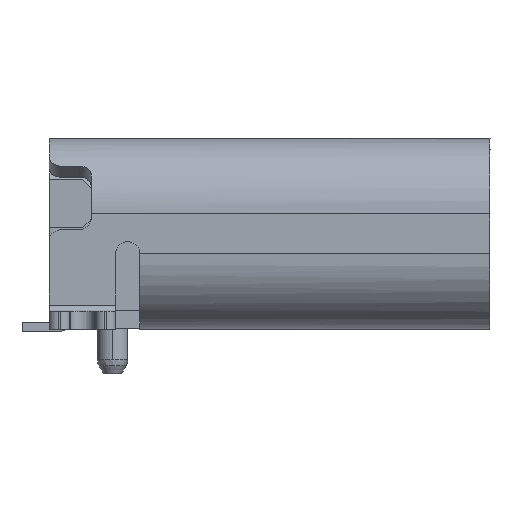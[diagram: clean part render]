
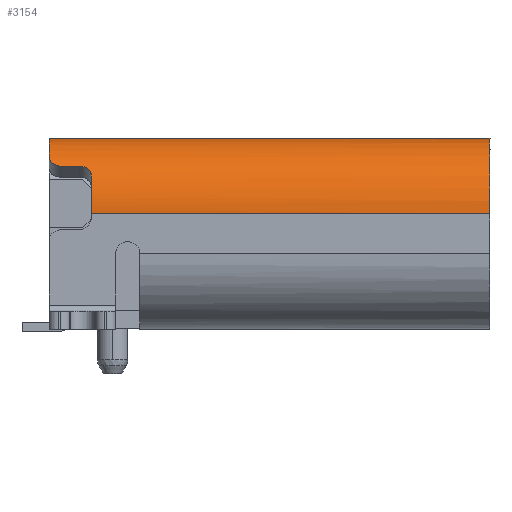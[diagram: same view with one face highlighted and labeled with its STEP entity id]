
A CAD part, left-side view. The second image highlights one B-rep face of the part: STEP entity #3154.
In plain terms, the highlighted cylindrical face has radius 1.25 mm (diameter 2.5 mm), a partial arc.
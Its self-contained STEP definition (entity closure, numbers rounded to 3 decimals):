
#107=B_SPLINE_CURVE_WITH_KNOTS('',3,(#16855,#16856,#16857,#16858,#16859,
#16860,#16861,#16862,#16863,#16864,#16865,#16866,#16867,#16868,#16869,#16870),
 .UNSPECIFIED.,.F.,.F.,(4,3,3,3,3,4),(0.,0.215,0.429,
0.642,0.855,1.),.UNSPECIFIED.);
#108=B_SPLINE_CURVE_WITH_KNOTS('',3,(#16874,#16875,#16876,#16877,#16878,
#16879,#16880,#16881,#16882,#16883,#16884,#16885,#16886,#16887,#16888,#16889),
 .UNSPECIFIED.,.F.,.F.,(4,3,3,3,3,4),(0.,0.215,0.429,
0.643,0.857,1.),.UNSPECIFIED.);
#205=CYLINDRICAL_SURFACE('',#11274,1.25);
#935=LINE('',#16098,#2186);
#1211=LINE('',#16851,#2462);
#1212=LINE('',#16872,#2463);
#2186=VECTOR('',#13034,1.);
#2462=VECTOR('',#13610,1.);
#2463=VECTOR('',#13613,1.);
#3154=ADVANCED_FACE('',(#4073),#205,.T.);
#4073=FACE_OUTER_BOUND('',#4617,.T.);
#4617=EDGE_LOOP('',(#6913,#6914,#6915,#6916,#6917,#6918,#6919,#6920,#6921,
#6922));
#6913=ORIENTED_EDGE('',*,*,#9358,.T.);
#6914=ORIENTED_EDGE('',*,*,#10074,.F.);
#6915=ORIENTED_EDGE('',*,*,#10075,.F.);
#6916=ORIENTED_EDGE('',*,*,#10076,.T.);
#6917=ORIENTED_EDGE('',*,*,#10077,.F.);
#6918=ORIENTED_EDGE('',*,*,#10078,.T.);
#6919=ORIENTED_EDGE('',*,*,#10008,.F.);
#6920=ORIENTED_EDGE('',*,*,#10079,.F.);
#6921=ORIENTED_EDGE('',*,*,#10080,.F.);
#6922=ORIENTED_EDGE('',*,*,#9728,.F.);
#8234=VERTEX_POINT('',#15379);
#8235=VERTEX_POINT('',#15381);
#8449=VERTEX_POINT('',#16099);
#8661=VERTEX_POINT('',#16661);
#8663=VERTEX_POINT('',#16664);
#8716=VERTEX_POINT('',#16852);
#8717=VERTEX_POINT('',#16854);
#8718=VERTEX_POINT('',#16871);
#8719=VERTEX_POINT('',#16873);
#8720=VERTEX_POINT('',#16891);
#9358=EDGE_CURVE('',#8235,#8234,#10538,.T.);
#9728=EDGE_CURVE('',#8235,#8449,#935,.T.);
#10008=EDGE_CURVE('',#8661,#8663,#10628,.T.);
#10074=EDGE_CURVE('',#8716,#8234,#1211,.T.);
#10075=EDGE_CURVE('',#8717,#8716,#10648,.T.);
#10076=EDGE_CURVE('',#8717,#8718,#107,.T.);
#10077=EDGE_CURVE('',#8719,#8718,#1212,.T.);
#10078=EDGE_CURVE('',#8719,#8663,#108,.T.);
#10079=EDGE_CURVE('',#8720,#8661,#10649,.T.);
#10080=EDGE_CURVE('',#8449,#8720,#10650,.T.);
#10538=CIRCLE('',#10942,1.25);
#10628=CIRCLE('',#11238,1.25);
#10648=CIRCLE('',#11271,1.25);
#10649=CIRCLE('',#11272,1.25);
#10650=CIRCLE('',#11273,1.25);
#10942=AXIS2_PLACEMENT_3D('',#15380,#12351,#12352);
#11238=AXIS2_PLACEMENT_3D('',#16663,#13502,#13503);
#11271=AXIS2_PLACEMENT_3D('',#16853,#13611,#13612);
#11272=AXIS2_PLACEMENT_3D('',#16890,#13614,#13615);
#11273=AXIS2_PLACEMENT_3D('',#16892,#13616,#13617);
#11274=AXIS2_PLACEMENT_3D('',#16893,#13618,#13619);
#12351=DIRECTION('',(0.,1.,0.));
#12352=DIRECTION('',(0.,0.,1.));
#13034=DIRECTION('',(0.,1.,0.));
#13502=DIRECTION('',(0.,1.,0.));
#13503=DIRECTION('',(0.,0.,-1.));
#13610=DIRECTION('',(0.,-1.,0.));
#13611=DIRECTION('',(0.,1.,0.));
#13612=DIRECTION('',(1.,0.,0.));
#13613=DIRECTION('',(0.,1.,0.));
#13614=DIRECTION('',(0.,1.,0.));
#13615=DIRECTION('',(0.,0.,-1.));
#13616=DIRECTION('',(0.,1.,0.));
#13617=DIRECTION('',(0.,0.,-1.));
#13618=DIRECTION('',(0.,-1.,0.));
#13619=DIRECTION('',(-1.,0.,0.));
#15379=CARTESIAN_POINT('',(204.029,-218.895,0.));
#15380=CARTESIAN_POINT('',(204.029,-218.895,-1.25));
#15381=CARTESIAN_POINT('',(202.779,-218.895,-1.25));
#16098=CARTESIAN_POINT('',(202.779,-211.595,-1.25));
#16099=CARTESIAN_POINT('',(202.779,-212.295,-1.25));
#16661=CARTESIAN_POINT('',(202.852,-212.295,-0.83));
#16663=CARTESIAN_POINT('',(204.029,-212.295,-1.25));
#16664=CARTESIAN_POINT('',(202.948,-212.295,-0.623));
#16851=CARTESIAN_POINT('',(204.029,-211.595,0.));
#16852=CARTESIAN_POINT('',(204.029,-211.595,0.));
#16853=CARTESIAN_POINT('',(204.029,-211.595,-1.25));
#16854=CARTESIAN_POINT('',(203.201,-211.595,-0.313));
#16855=CARTESIAN_POINT('',(203.201,-211.595,-0.313));
#16856=CARTESIAN_POINT('',(203.184,-211.595,-0.328));
#16857=CARTESIAN_POINT('',(203.168,-211.598,-0.344));
#16858=CARTESIAN_POINT('',(203.153,-211.606,-0.359));
#16859=CARTESIAN_POINT('',(203.137,-211.613,-0.374));
#16860=CARTESIAN_POINT('',(203.123,-211.624,-0.388));
#16861=CARTESIAN_POINT('',(203.111,-211.638,-0.401));
#16862=CARTESIAN_POINT('',(203.1,-211.652,-0.414));
#16863=CARTESIAN_POINT('',(203.089,-211.669,-0.425));
#16864=CARTESIAN_POINT('',(203.082,-211.688,-0.434));
#16865=CARTESIAN_POINT('',(203.074,-211.706,-0.443));
#16866=CARTESIAN_POINT('',(203.068,-211.728,-0.45));
#16867=CARTESIAN_POINT('',(203.065,-211.749,-0.454));
#16868=CARTESIAN_POINT('',(203.063,-211.764,-0.457));
#16869=CARTESIAN_POINT('',(203.062,-211.779,-0.458));
#16870=CARTESIAN_POINT('',(203.062,-211.795,-0.458));
#16871=CARTESIAN_POINT('',(203.062,-211.795,-0.458));
#16872=CARTESIAN_POINT('',(203.062,6056723.596,-0.458));
#16873=CARTESIAN_POINT('',(203.062,-212.095,-0.458));
#16874=CARTESIAN_POINT('',(203.062,-212.095,-0.458));
#16875=CARTESIAN_POINT('',(203.062,-212.117,-0.458));
#16876=CARTESIAN_POINT('',(203.059,-212.14,-0.461));
#16877=CARTESIAN_POINT('',(203.055,-212.161,-0.467));
#16878=CARTESIAN_POINT('',(203.05,-212.182,-0.473));
#16879=CARTESIAN_POINT('',(203.043,-212.202,-0.481));
#16880=CARTESIAN_POINT('',(203.035,-212.22,-0.492));
#16881=CARTESIAN_POINT('',(203.026,-212.237,-0.504));
#16882=CARTESIAN_POINT('',(203.016,-212.252,-0.517));
#16883=CARTESIAN_POINT('',(203.005,-212.264,-0.533));
#16884=CARTESIAN_POINT('',(202.994,-212.276,-0.548));
#16885=CARTESIAN_POINT('',(202.982,-212.285,-0.566));
#16886=CARTESIAN_POINT('',(202.971,-212.29,-0.584));
#16887=CARTESIAN_POINT('',(202.963,-212.293,-0.597));
#16888=CARTESIAN_POINT('',(202.955,-212.295,-0.61));
#16889=CARTESIAN_POINT('',(202.948,-212.295,-0.623));
#16890=CARTESIAN_POINT('',(204.029,-212.295,-1.25));
#16891=CARTESIAN_POINT('',(202.794,-212.295,-1.057));
#16892=CARTESIAN_POINT('',(204.029,-212.295,-1.25));
#16893=CARTESIAN_POINT('',(204.029,6056723.596,-1.25));
